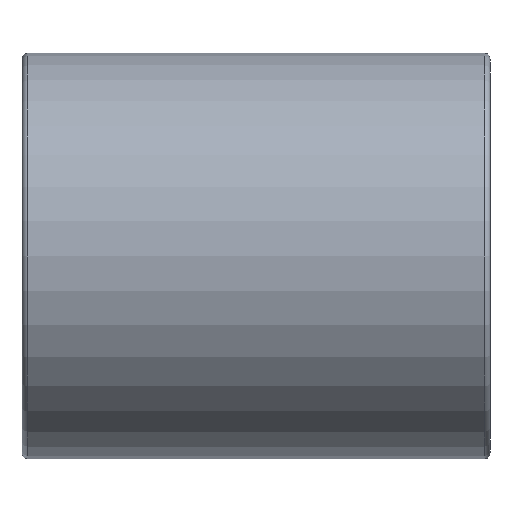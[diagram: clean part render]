
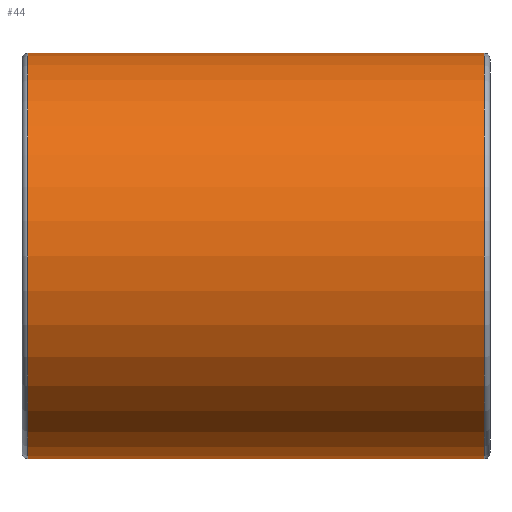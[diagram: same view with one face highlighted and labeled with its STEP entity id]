
A CAD part, front view. The second image highlights one B-rep face of the part: STEP entity #44.
In plain terms, the highlighted cylindrical face has radius 26 mm (diameter 52 mm), a full revolution.
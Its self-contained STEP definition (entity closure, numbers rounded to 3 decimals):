
#44 = ADVANCED_FACE( '', ( #89, #90 ), #91, .T. );
#89 = FACE_OUTER_BOUND( '', #128, .T. );
#90 = FACE_OUTER_BOUND( '', #129, .T. );
#91 = CYLINDRICAL_SURFACE( '', #130, 26. );
#128 = EDGE_LOOP( '', ( #173 ) );
#129 = EDGE_LOOP( '', ( #174 ) );
#130 = AXIS2_PLACEMENT_3D( '', #175, #176, #177 );
#173 = ORIENTED_EDGE( '', *, *, #195, .T. );
#174 = ORIENTED_EDGE( '', *, *, #198, .F. );
#175 = CARTESIAN_POINT( '', ( 60., 0., 0. ) );
#176 = DIRECTION( '', ( -1., 0., 0. ) );
#177 = DIRECTION( '', ( 0., 0., -1. ) );
#195 = EDGE_CURVE( '', #217, #217, #218, .T. );
#198 = EDGE_CURVE( '', #221, #221, #222, .T. );
#217 = VERTEX_POINT( '', #241 );
#218 = CIRCLE( '', #242, 26. );
#221 = VERTEX_POINT( '', #245 );
#222 = CIRCLE( '', #246, 26. );
#241 = CARTESIAN_POINT( '', ( 0.75, 0., -26. ) );
#242 = AXIS2_PLACEMENT_3D( '', #266, #267, #268 );
#245 = CARTESIAN_POINT( '', ( 59.25, 0., -26. ) );
#246 = AXIS2_PLACEMENT_3D( '', #269, #270, #271 );
#266 = CARTESIAN_POINT( '', ( 0.75, 0., 0. ) );
#267 = DIRECTION( '', ( 1., 0., 0. ) );
#268 = DIRECTION( '', ( 0., 0., -1. ) );
#269 = CARTESIAN_POINT( '', ( 59.25, 0., 0. ) );
#270 = DIRECTION( '', ( 1., 0., 0. ) );
#271 = DIRECTION( '', ( 0., 0., -1. ) );
